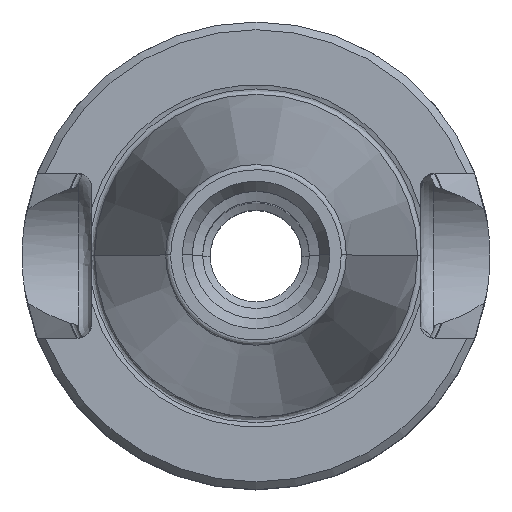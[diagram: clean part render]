
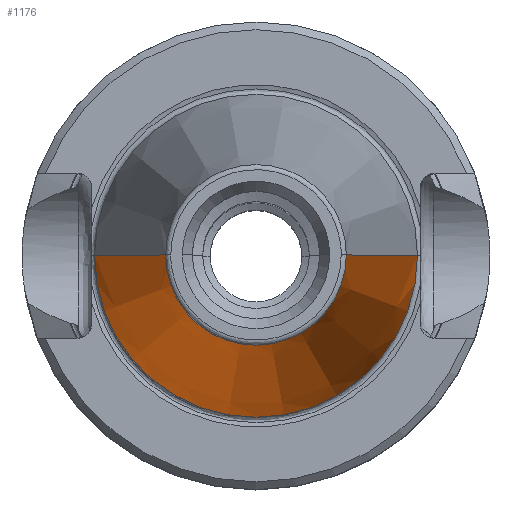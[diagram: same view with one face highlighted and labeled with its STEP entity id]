
A CAD part, top view. The second image highlights one B-rep face of the part: STEP entity #1176.
In plain terms, the highlighted conical face has half-angle 8.297 degrees and reference radius 15.875 mm.
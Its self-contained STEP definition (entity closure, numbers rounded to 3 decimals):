
#50 = ORIENTED_EDGE ( 'NONE', *, *, #1064, .F. ) ;
#92 = CARTESIAN_POINT ( 'NONE',  ( 0., 0., 0. ) ) ;
#105 = CIRCLE ( 'NONE', #3614, 15.875 ) ;
#205 = AXIS2_PLACEMENT_3D ( 'NONE', #5879, #2498, #3211 ) ;
#730 = DIRECTION ( 'NONE',  ( -1., 0., 0. ) ) ;
#745 = LINE ( 'NONE', #8470, #8960 ) ;
#815 = VERTEX_POINT ( 'NONE', #2297 ) ;
#857 = DIRECTION ( 'NONE',  ( 0., 0., -1. ) ) ;
#912 = DIRECTION ( 'NONE',  ( -1., 0., 0. ) ) ;
#1064 = EDGE_CURVE ( 'NONE', #3857, #7784, #105, .T. ) ;
#1129 = ORIENTED_EDGE ( 'NONE', *, *, #2667, .T. ) ;
#1176 = ADVANCED_FACE ( 'NONE', ( #3832 ), #5794, .T. ) ;
#2286 = CIRCLE ( 'NONE', #205, 8.88 ) ;
#2297 = CARTESIAN_POINT ( 'NONE',  ( 8.88, 0., 47.965 ) ) ;
#2498 = DIRECTION ( 'NONE',  ( 0., 0., -1. ) ) ;
#2519 = EDGE_CURVE ( 'NONE', #815, #2910, #2286, .T. ) ;
#2584 = CARTESIAN_POINT ( 'NONE',  ( 15.875, 0., 0. ) ) ;
#2667 = EDGE_CURVE ( 'NONE', #2910, #7784, #745, .T. ) ;
#2803 = DIRECTION ( 'NONE',  ( -0.144, 0., -0.99 ) ) ;
#2910 = VERTEX_POINT ( 'NONE', #8837 ) ;
#2962 = CARTESIAN_POINT ( 'NONE',  ( -15.875, 0., 0. ) ) ;
#3211 = DIRECTION ( 'NONE',  ( -1., 0., 0. ) ) ;
#3517 = DIRECTION ( 'NONE',  ( 0., 0., -1. ) ) ;
#3614 = AXIS2_PLACEMENT_3D ( 'NONE', #92, #3517, #730 ) ;
#3633 = EDGE_CURVE ( 'NONE', #815, #3857, #3703, .T. ) ;
#3703 = LINE ( 'NONE', #4705, #7091 ) ;
#3832 = FACE_OUTER_BOUND ( 'NONE', #4517, .T. ) ;
#3857 = VERTEX_POINT ( 'NONE', #2584 ) ;
#4517 = EDGE_LOOP ( 'NONE', ( #5155, #4950, #1129, #50 ) ) ;
#4705 = CARTESIAN_POINT ( 'NONE',  ( 15.875, 0., 0. ) ) ;
#4950 = ORIENTED_EDGE ( 'NONE', *, *, #2519, .T. ) ;
#5117 = CARTESIAN_POINT ( 'NONE',  ( 0., 0., 0. ) ) ;
#5155 = ORIENTED_EDGE ( 'NONE', *, *, #3633, .F. ) ;
#5382 = DIRECTION ( 'NONE',  ( 0.144, 0., -0.99 ) ) ;
#5794 = CONICAL_SURFACE ( 'NONE', #9046, 15.875, 0.145 ) ;
#5879 = CARTESIAN_POINT ( 'NONE',  ( 0., 0., 47.965 ) ) ;
#7091 = VECTOR ( 'NONE', #5382, 1000. ) ;
#7784 = VERTEX_POINT ( 'NONE', #2962 ) ;
#8470 = CARTESIAN_POINT ( 'NONE',  ( -15.875, 0., 0. ) ) ;
#8837 = CARTESIAN_POINT ( 'NONE',  ( -8.88, 0., 47.965 ) ) ;
#8960 = VECTOR ( 'NONE', #2803, 1000. ) ;
#9046 = AXIS2_PLACEMENT_3D ( 'NONE', #5117, #857, #912 ) ;
